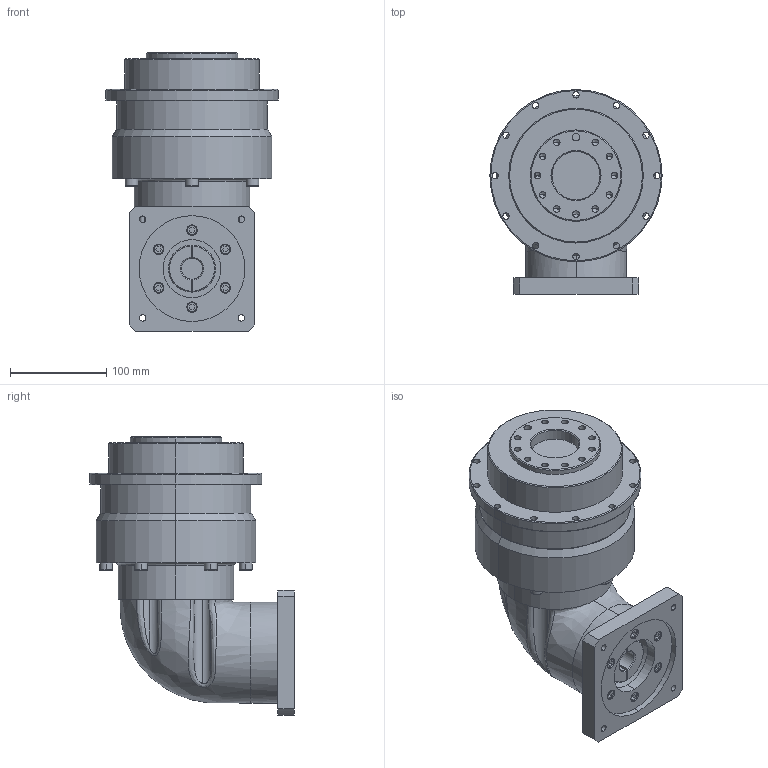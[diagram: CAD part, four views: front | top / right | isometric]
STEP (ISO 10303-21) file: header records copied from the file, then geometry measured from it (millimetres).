
FILE_DESCRIPTION (( 'STEP AP203' ), '1' );
FILE_NAME ('EVT140-L2-24-110-145.STEP', '2022-06-15T08:49:08', ( 'PC' ), ( 'Microsoft' ), 'SwSTEP 2.0', 'SolidWorks 2016', '' );
FILE_SCHEMA (( 'CONFIG_CONTROL_DESIGN' ));
Length unit declared in the file: millimetre
Products named in the file (1): EVT140-L2-24-110-145
Bounding box: 179 x 212.5 x 289.2 mm (x, y, z)
Volume: 4277878.7 mm3; surface area: 242262.4 mm2
Topology: 1 solids, 1 shells, 325 faces, 782 edges, 491 vertices
Faces by surface type: cylinder 128, plane 127, cone 34, torus 30, bspline 6
Entity records: 13059 total; most frequent: CARTESIAN_POINT 5255, DIRECTION 1684, ORIENTED_EDGE 1520, EDGE_CURVE 760, AXIS2_PLACEMENT_3D 644, VERTEX_POINT 491, EDGE_LOOP 411, VECTOR 396
